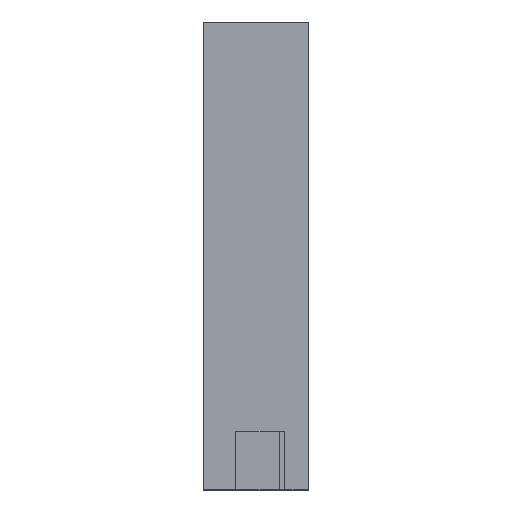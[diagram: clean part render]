
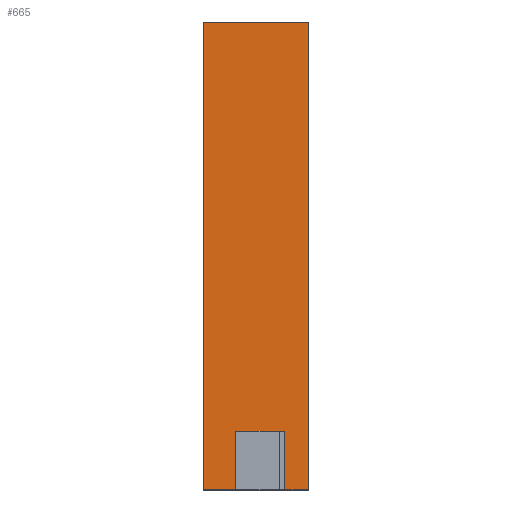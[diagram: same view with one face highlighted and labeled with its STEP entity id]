
A CAD part, top view. The second image highlights one B-rep face of the part: STEP entity #665.
In plain terms, the highlighted planar face has unit normal (0, 0, 1).
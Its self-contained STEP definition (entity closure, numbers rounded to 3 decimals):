
#68=FACE_OUTER_BOUND('',#106,.T.);
#106=EDGE_LOOP('',(#592,#593,#594,#595,#596,#597,#598,#599));
#134=LINE('',#958,#215);
#163=LINE('',#1027,#244);
#167=LINE('',#1035,#248);
#179=LINE('',#1058,#260);
#181=LINE('',#1062,#262);
#185=LINE('',#1069,#266);
#188=LINE('',#1075,#269);
#189=LINE('',#1077,#270);
#215=VECTOR('',#781,10.);
#244=VECTOR('',#840,10.);
#248=VECTOR('',#848,10.);
#260=VECTOR('',#870,10.);
#262=VECTOR('',#874,10.);
#266=VECTOR('',#878,10.);
#269=VECTOR('',#887,10.);
#270=VECTOR('',#890,10.);
#293=VERTEX_POINT('',#955);
#294=VERTEX_POINT('',#957);
#318=VERTEX_POINT('',#1024);
#319=VERTEX_POINT('',#1026);
#321=VERTEX_POINT('',#1034);
#327=VERTEX_POINT('',#1056);
#328=VERTEX_POINT('',#1061);
#331=VERTEX_POINT('',#1067);
#363=EDGE_CURVE('',#294,#293,#134,.T.);
#397=EDGE_CURVE('',#319,#318,#163,.T.);
#401=EDGE_CURVE('',#321,#319,#167,.T.);
#413=EDGE_CURVE('',#318,#327,#179,.T.);
#415=EDGE_CURVE('',#328,#321,#181,.T.);
#419=EDGE_CURVE('',#327,#331,#185,.T.);
#422=EDGE_CURVE('',#328,#293,#188,.T.);
#423=EDGE_CURVE('',#294,#331,#189,.T.);
#592=ORIENTED_EDGE('',*,*,#413,.T.);
#593=ORIENTED_EDGE('',*,*,#419,.T.);
#594=ORIENTED_EDGE('',*,*,#423,.F.);
#595=ORIENTED_EDGE('',*,*,#363,.T.);
#596=ORIENTED_EDGE('',*,*,#422,.F.);
#597=ORIENTED_EDGE('',*,*,#415,.T.);
#598=ORIENTED_EDGE('',*,*,#401,.T.);
#599=ORIENTED_EDGE('',*,*,#397,.T.);
#633=PLANE('',#722);
#665=ADVANCED_FACE('',(#68),#633,.T.);
#722=AXIS2_PLACEMENT_3D('',#1076,#888,#889);
#781=DIRECTION('',(-1.,0.,0.));
#840=DIRECTION('',(1.,0.,0.));
#848=DIRECTION('',(0.,1.,0.));
#870=DIRECTION('',(0.,-1.,0.));
#874=DIRECTION('',(1.,0.,0.));
#878=DIRECTION('',(1.,0.,0.));
#887=DIRECTION('',(0.,1.,0.));
#888=DIRECTION('center_axis',(0.,0.,1.));
#889=DIRECTION('ref_axis',(0.,-1.,0.));
#890=DIRECTION('',(0.,-1.,0.));
#955=CARTESIAN_POINT('',(-4.5,40.,0.));
#957=CARTESIAN_POINT('',(4.5,40.,0.));
#958=CARTESIAN_POINT('',(0.,40.,0.));
#1024=CARTESIAN_POINT('',(2.45,5.,0.));
#1026=CARTESIAN_POINT('',(-1.75,5.,0.));
#1027=CARTESIAN_POINT('',(1.225,5.,0.));
#1034=CARTESIAN_POINT('',(-1.75,0.,0.));
#1035=CARTESIAN_POINT('',(-1.75,22.5,0.));
#1056=CARTESIAN_POINT('',(2.45,0.,0.));
#1058=CARTESIAN_POINT('',(2.45,20.,0.));
#1061=CARTESIAN_POINT('',(-4.5,0.,0.));
#1062=CARTESIAN_POINT('',(0.,0.,0.));
#1067=CARTESIAN_POINT('',(4.5,0.,0.));
#1069=CARTESIAN_POINT('',(0.,0.,0.));
#1075=CARTESIAN_POINT('',(-4.5,0.,0.));
#1076=CARTESIAN_POINT('Origin',(0.,40.,0.));
#1077=CARTESIAN_POINT('',(4.5,0.,0.));
